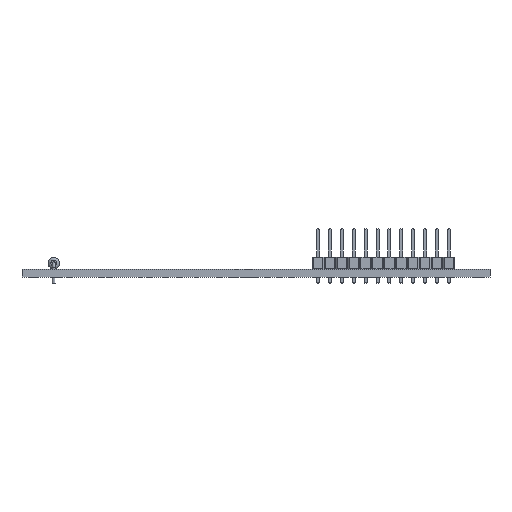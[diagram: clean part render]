
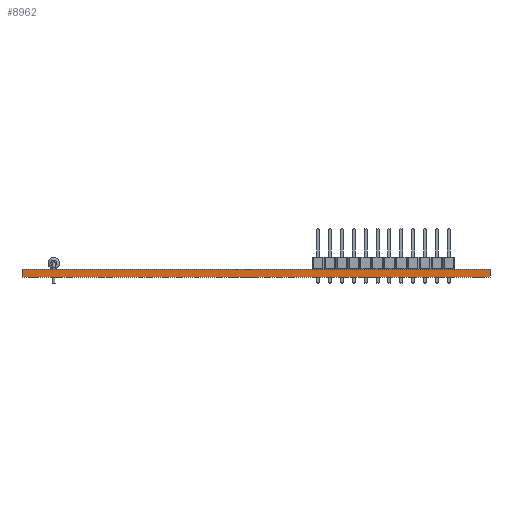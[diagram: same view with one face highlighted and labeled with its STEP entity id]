
A CAD part, front view. The second image highlights one B-rep face of the part: STEP entity #8962.
In plain terms, the highlighted planar face has unit normal (0, -1, 0).
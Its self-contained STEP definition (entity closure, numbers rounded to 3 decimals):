
#8962 = ADVANCED_FACE('',(#8963),#8997,.T.);
#8963 = FACE_BOUND('',#8964,.T.);
#8964 = EDGE_LOOP('',(#8965,#8975,#8983,#8991));
#8965 = ORIENTED_EDGE('',*,*,#8966,.T.);
#8966 = EDGE_CURVE('',#8967,#8969,#8971,.T.);
#8967 = VERTEX_POINT('',#8968);
#8968 = CARTESIAN_POINT('',(177.5,-145.,0.));
#8969 = VERTEX_POINT('',#8970);
#8970 = CARTESIAN_POINT('',(177.5,-145.,1.69));
#8971 = LINE('',#8972,#8973);
#8972 = CARTESIAN_POINT('',(177.5,-145.,0.));
#8973 = VECTOR('',#8974,1.);
#8974 = DIRECTION('',(0.,0.,1.));
#8975 = ORIENTED_EDGE('',*,*,#8976,.T.);
#8976 = EDGE_CURVE('',#8969,#8977,#8979,.T.);
#8977 = VERTEX_POINT('',#8978);
#8978 = CARTESIAN_POINT('',(77.5,-145.,1.69));
#8979 = LINE('',#8980,#8981);
#8980 = CARTESIAN_POINT('',(177.5,-145.,1.69));
#8981 = VECTOR('',#8982,1.);
#8982 = DIRECTION('',(-1.,0.,0.));
#8983 = ORIENTED_EDGE('',*,*,#8984,.F.);
#8984 = EDGE_CURVE('',#8985,#8977,#8987,.T.);
#8985 = VERTEX_POINT('',#8986);
#8986 = CARTESIAN_POINT('',(77.5,-145.,0.));
#8987 = LINE('',#8988,#8989);
#8988 = CARTESIAN_POINT('',(77.5,-145.,0.));
#8989 = VECTOR('',#8990,1.);
#8990 = DIRECTION('',(0.,0.,1.));
#8991 = ORIENTED_EDGE('',*,*,#8992,.F.);
#8992 = EDGE_CURVE('',#8967,#8985,#8993,.T.);
#8993 = LINE('',#8994,#8995);
#8994 = CARTESIAN_POINT('',(177.5,-145.,0.));
#8995 = VECTOR('',#8996,1.);
#8996 = DIRECTION('',(-1.,0.,0.));
#8997 = PLANE('',#8998);
#8998 = AXIS2_PLACEMENT_3D('',#8999,#9000,#9001);
#8999 = CARTESIAN_POINT('',(177.5,-145.,0.));
#9000 = DIRECTION('',(0.,-1.,0.));
#9001 = DIRECTION('',(-1.,0.,0.));
